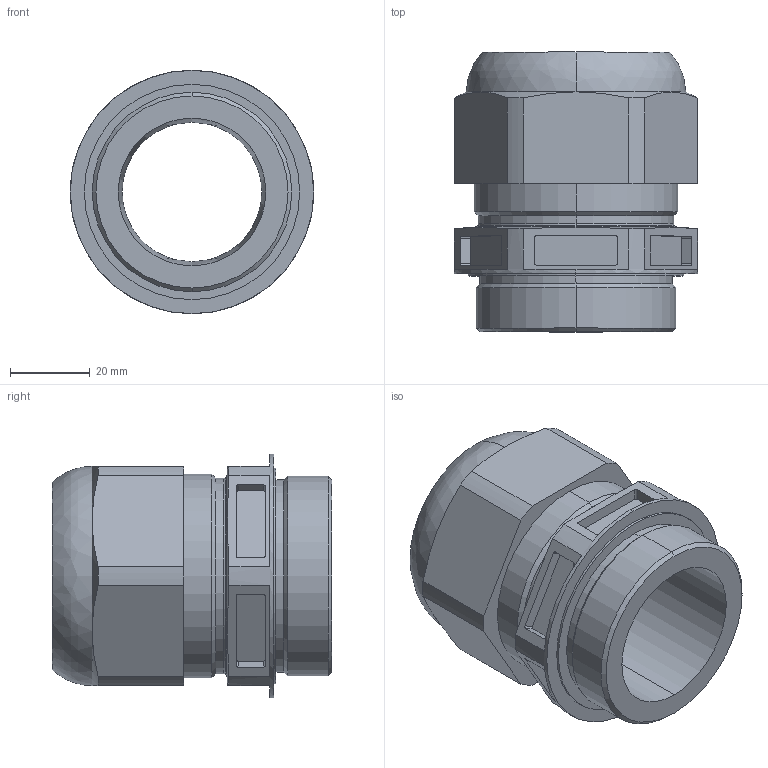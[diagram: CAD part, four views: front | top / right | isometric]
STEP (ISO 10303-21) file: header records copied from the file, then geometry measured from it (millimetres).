
FILE_DESCRIPTION((''),'2;1');
FILE_NAME('ESKV50','2018-01-09T',('FIMABER1'),(''),'CREO PARAMETRIC BY PTC INC, 2017170','CREO PARAMETRIC BY PTC INC, 2017170','');
FILE_SCHEMA(('CONFIG_CONTROL_DESIGN'));
Length unit declared in the file: millimetre
Products named in the file (1): ESKV50
Bounding box: 61 x 70.1 x 61 mm (x, y, z)
Volume: 84337.3 mm3; surface area: 26570.1 mm2
Topology: 1 solids, 1 shells, 130 faces, 320 edges, 202 vertices
Faces by surface type: plane 54, cylinder 46, cone 20, torus 8, bspline 2
Entity records: 4182 total; most frequent: CARTESIAN_POINT 974, DIRECTION 694, ORIENTED_EDGE 640, EDGE_CURVE 320, AXIS2_PLACEMENT_3D 266, VERTEX_POINT 202, VECTOR 162, LINE 162
